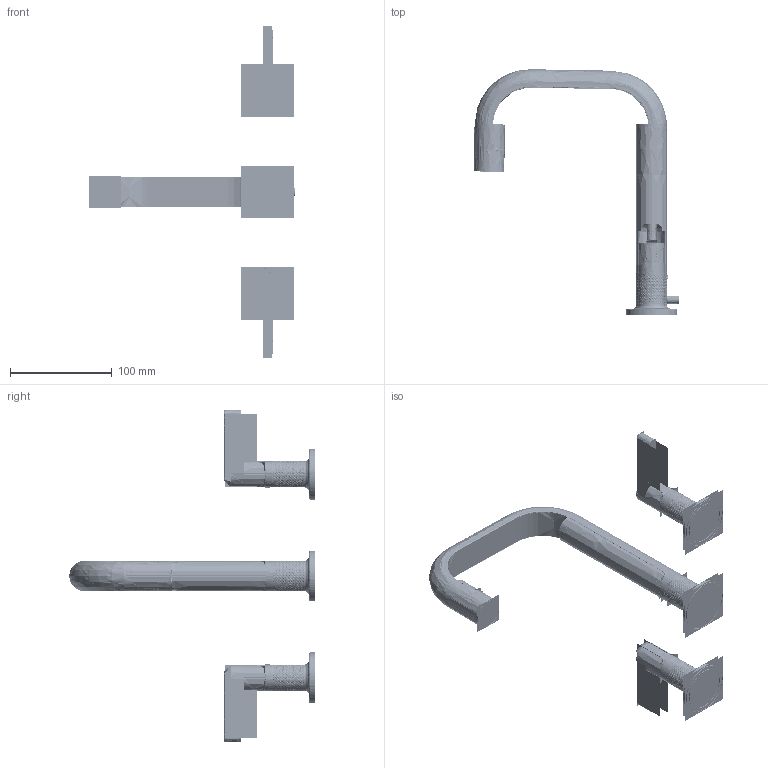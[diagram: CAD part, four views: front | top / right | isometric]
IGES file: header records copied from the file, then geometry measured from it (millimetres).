
Start section:  PTC IGES file: gpf5801300000g000_asm.igs
Global section: file name: gpf5801300000g000_asm.igs; native system: Creo Parametric by PTC Inc.; preprocessor: 2018360; author: apugliese; organization: Unknown; date: 20200804.120715; units: millimetre
Bounding box: 201.6 x 241.03 x 326.17 mm (x, y, z)
Surface area: 213452 mm2 (no closed solid volume)
Topology: 0 solids, 0 shells, 8042 faces, 60989 edges, 78258 vertices
Faces by surface type: bspline 8042
